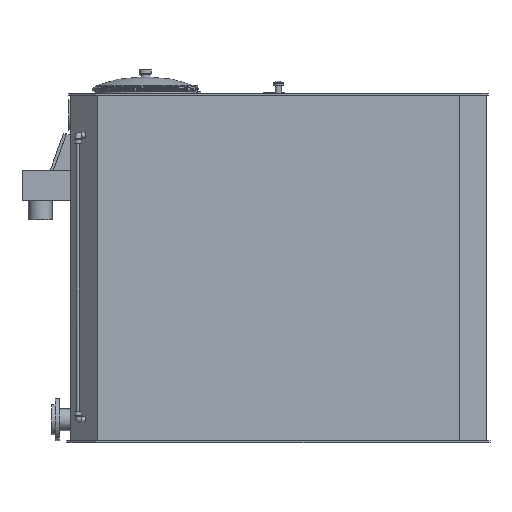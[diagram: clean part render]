
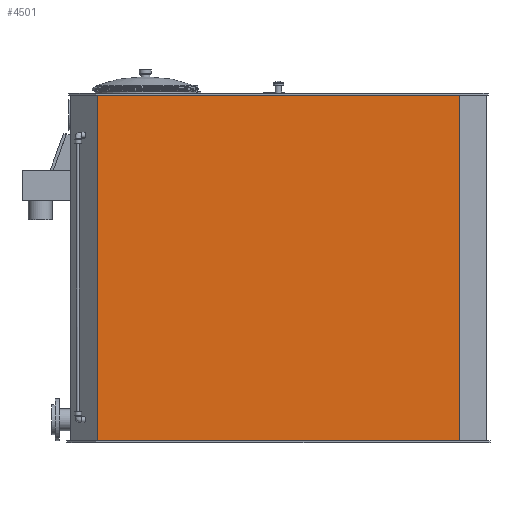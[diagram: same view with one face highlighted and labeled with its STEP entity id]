
A CAD part, front view. The second image highlights one B-rep face of the part: STEP entity #4501.
In plain terms, the highlighted planar face has unit normal (0, -1, 0).
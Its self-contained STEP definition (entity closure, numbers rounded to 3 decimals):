
#292=LINE('',#7260,#643);
#309=LINE('',#7293,#660);
#320=LINE('',#7316,#671);
#322=LINE('',#7319,#673);
#643=VECTOR('',#6012,10.);
#660=VECTOR('',#6047,10.);
#671=VECTOR('',#6070,10.);
#673=VECTOR('',#6074,10.);
#964=PLANE('',#4984);
#1351=FACE_OUTER_BOUND('',#1760,.T.);
#1760=EDGE_LOOP('',(#3866,#3867,#3868,#3869));
#2318=VERTEX_POINT('',#7256);
#2320=VERTEX_POINT('',#7259);
#2327=VERTEX_POINT('',#7291);
#2333=VERTEX_POINT('',#7315);
#2837=EDGE_CURVE('',#2320,#2318,#292,.T.);
#2854=EDGE_CURVE('',#2327,#2318,#309,.T.);
#2865=EDGE_CURVE('',#2333,#2320,#320,.T.);
#2867=EDGE_CURVE('',#2333,#2327,#322,.T.);
#3866=ORIENTED_EDGE('',*,*,#2837,.T.);
#3867=ORIENTED_EDGE('',*,*,#2854,.F.);
#3868=ORIENTED_EDGE('',*,*,#2867,.F.);
#3869=ORIENTED_EDGE('',*,*,#2865,.T.);
#4501=ADVANCED_FACE('',(#1351),#964,.T.);
#4984=AXIS2_PLACEMENT_3D('',#7318,#6072,#6073);
#6012=DIRECTION('',(-1.,0.,0.));
#6047=DIRECTION('',(0.,0.,1.));
#6070=DIRECTION('',(0.,0.,1.));
#6072=DIRECTION('center_axis',(0.,-1.,0.));
#6073=DIRECTION('ref_axis',(0.,0.,1.));
#6074=DIRECTION('',(-1.,0.,0.));
#7256=CARTESIAN_POINT('',(-949.216,-425.,1820.));
#7259=CARTESIAN_POINT('',(949.216,-425.,1820.));
#7260=CARTESIAN_POINT('',(949.216,-425.,1820.));
#7291=CARTESIAN_POINT('',(-949.216,-425.,10.));
#7293=CARTESIAN_POINT('',(-949.216,-425.,10.));
#7315=CARTESIAN_POINT('',(949.216,-425.,10.));
#7316=CARTESIAN_POINT('',(949.216,-425.,10.));
#7318=CARTESIAN_POINT('Origin',(949.216,-425.,10.));
#7319=CARTESIAN_POINT('',(474.608,-425.,10.));
